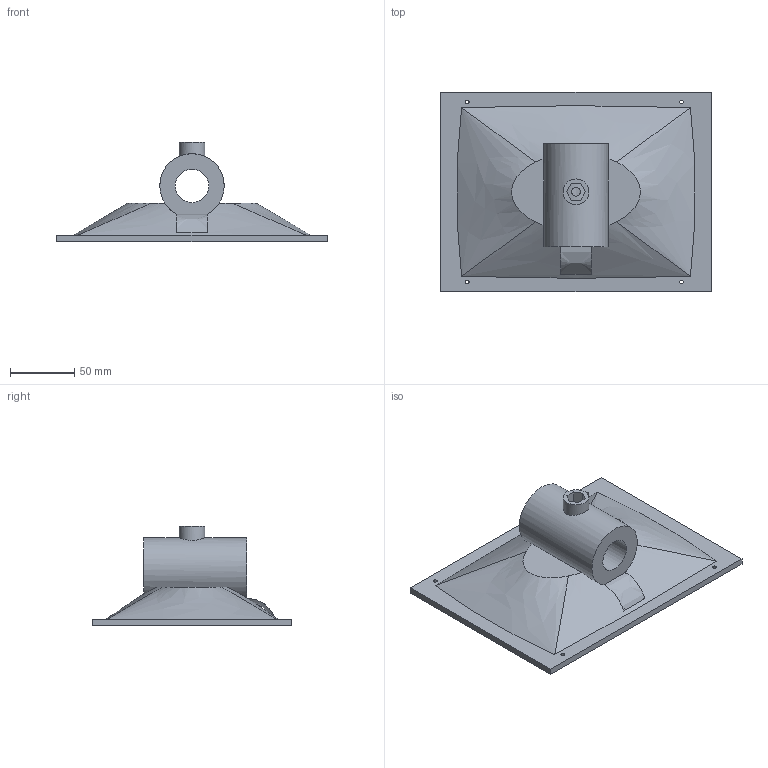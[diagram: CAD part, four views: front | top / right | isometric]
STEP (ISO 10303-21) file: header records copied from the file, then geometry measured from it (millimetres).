
FILE_DESCRIPTION(/* description */ (''),/* implementation_level */ '2;1');
FILE_NAME(/* name */ 'Display_bracket v3.step',/* time_stamp */ '2025-07-13T17:59:26+09:00',/* author */ (''),/* organization */ (''),/* preprocessor_version */ 'ST-DEVELOPER v20.1',/* originating_system */ 'Autodesk Translation Framework v14.10.0.0',/* authorisation */ '');
FILE_SCHEMA (('AUTOMOTIVE_DESIGN { 1 0 10303 214 3 1 1 }'));
Length unit declared in the file: millimetre
Products named in the file (1): Display_bracket
Bounding box: 210 x 155 x 77.5 mm (x, y, z)
Volume: 588329 mm3; surface area: 88450.1 mm2
Topology: 1 solids, 1 shells, 32 faces, 83 edges, 55 vertices
Faces by surface type: plane 17, cylinder 9, bspline 5, torus 1
Full cylindrical faces by diameter (mm): 2.93 x4, 6.779 x1, 20 x1, 26 x1
Entity records: 1342 total; most frequent: CARTESIAN_POINT 520, ORIENTED_EDGE 166, DIRECTION 147, EDGE_CURVE 83, VERTEX_POINT 55, AXIS2_PLACEMENT_3D 55, EDGE_LOOP 48, LINE 37
